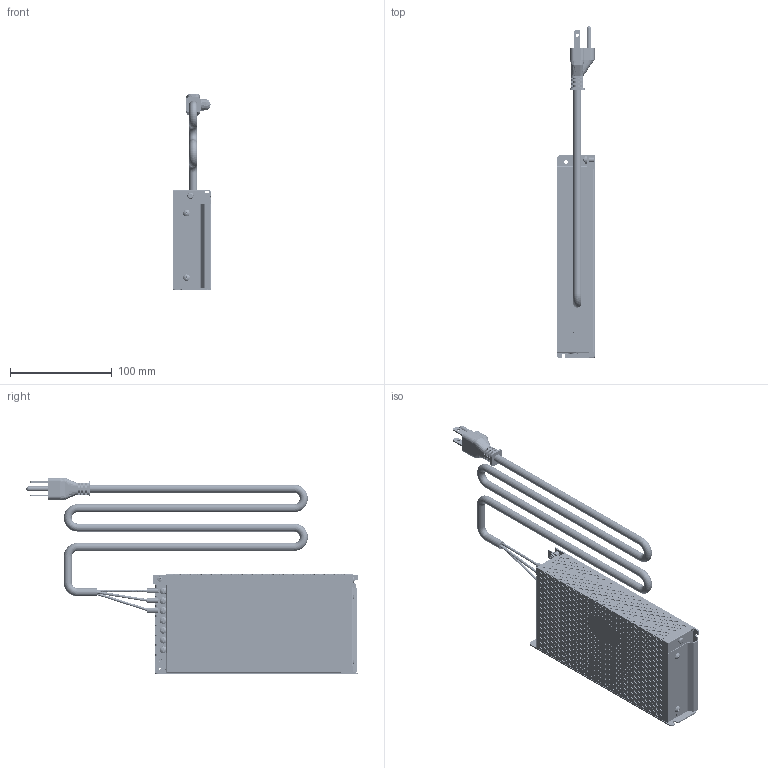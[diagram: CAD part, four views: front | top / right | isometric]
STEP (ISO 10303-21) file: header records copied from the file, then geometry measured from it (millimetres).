
FILE_DESCRIPTION(/* description */ ('Alibre Inc.'),/* implementation_level */ '2;1');
FILE_NAME(/* name */ 'export-2769B2F5-1669-4780-8AED-A264149EF71F',/* time_stamp */ '2018-12-20T15:35:12-05:00',/* author */ (''),/* organization */ (''),/* preprocessor_version */ 'ST-DEVELOPER v17',/* originating_system */ 'Alibre',/* authorisation */ '');
FILE_SCHEMA (('AUTOMOTIVE_DESIGN'));
Length unit declared in the file: inch
Bounding box: 37.89 x 325.77 x 192.96 mm (x, y, z)
Volume: 136714.4 mm3; surface area: 191371.7 mm2
Topology: 49 solids, 49 shells, 5395 faces, 12863 edges, 8549 vertices
Faces by surface type: plane 3445, bspline 794, cone 609, cylinder 494, torus 40, sphere 12, extrusion 1
Full cylindrical faces by diameter (mm): 0.864 x2, 1.778 x1, 2.464 x7, 2.515 x1, 2.769 x2, 2.794 x1, 2.845 x2, 3.048 x4, 3.251 x3, 3.429 x21, 3.505 x8, 4.445 x177, 4.826 x1, 5.08 x3, 6.096 x1, 6.528 x2, 6.858 x7, 6.883 x1, 7.874 x6, 7.925 x2, 8.128 x1
Entity records: 153401 total; most frequent: CARTESIAN_POINT 39625, ORIENTED_EDGE 23760, DIRECTION 17523, EDGE_CURVE 11880, VERTEX_POINT 7913, VECTOR 7882, LINE 7881, AXIS2_PLACEMENT_3D 6417
